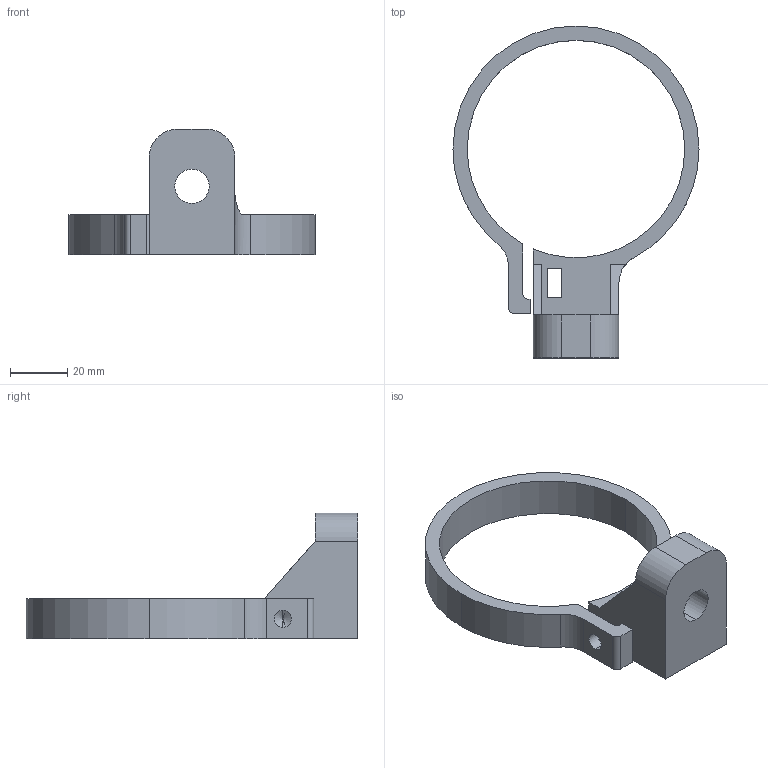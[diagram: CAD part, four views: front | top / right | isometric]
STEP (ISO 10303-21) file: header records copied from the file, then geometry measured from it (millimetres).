
FILE_DESCRIPTION (( 'STEP AP214' ), '1' );
FILE_NAME ('collier.STEP', '2021-03-18T22:06:56', ( '' ), ( '' ), 'SwSTEP 2.0', 'SolidWorks 2019', '' );
FILE_SCHEMA (( 'AUTOMOTIVE_DESIGN' ));
Length unit declared in the file: millimetre
Products named in the file (1): collier
Bounding box: 86 x 116 x 44 mm (x, y, z)
Volume: 43373.1 mm3; surface area: 17186.7 mm2
Topology: 1 solids, 1 shells, 42 faces, 116 edges, 75 vertices
Faces by surface type: cylinder 20, plane 20, cone 2
Entity records: 1384 total; most frequent: DIRECTION 239, CARTESIAN_POINT 235, ORIENTED_EDGE 228, EDGE_CURVE 114, AXIS2_PLACEMENT_3D 83, VERTEX_POINT 75, LINE 73, VECTOR 73
